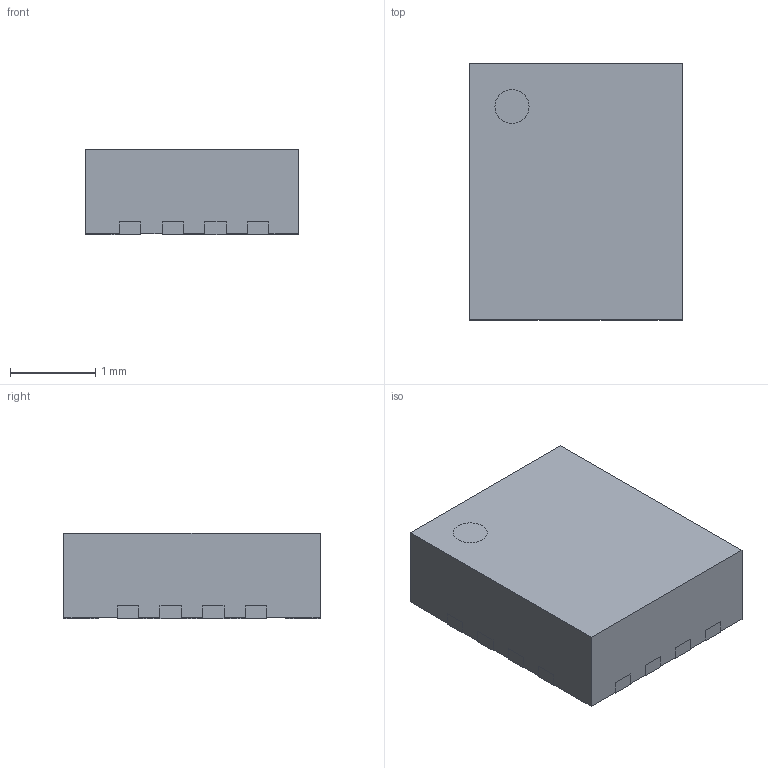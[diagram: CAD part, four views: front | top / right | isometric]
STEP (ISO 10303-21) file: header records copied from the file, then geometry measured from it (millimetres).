
FILE_DESCRIPTION(('FreeCAD Model'),'2;1');
FILE_NAME('Open CASCADE Shape Model','2024-03-01T13:30:06',( 'kicad StepUp'),('ksu MCAD'),'Open CASCADE STEP processor 7.5', 'FreeCAD','Unknown');
FILE_SCHEMA(('AUTOMOTIVE_DESIGN { 1 0 10303 214 1 1 1 1 }'));
Length unit declared in the file: millimetre
Products named in the file (1): Texas_VQFN-HR-15_3x2.5mm
Bounding box: 2.5 x 3 x 1 mm (x, y, z)
Volume: 7.4 mm3; surface area: 26.1 mm2
Topology: 1 solids, 1 shells, 106 faces, 310 edges, 207 vertices
Faces by surface type: plane 82, cylinder 24
Entity records: 8258 total; most frequent: CARTESIAN_POINT 1319, DIRECTION 1143, LINE 786, VECTOR 786, ORIENTED_EDGE 620, PCURVE 620, DEFINITIONAL_REPRESENTATION 620, EDGE_CURVE 310
